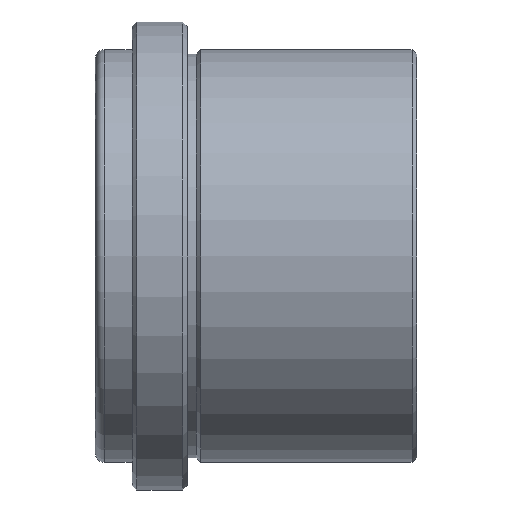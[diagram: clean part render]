
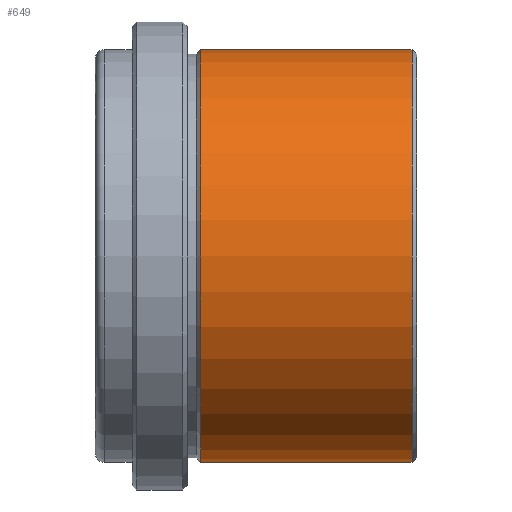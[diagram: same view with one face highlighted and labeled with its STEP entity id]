
A CAD part, left-side view. The second image highlights one B-rep face of the part: STEP entity #649.
In plain terms, the highlighted cylindrical face has radius 22.5 mm (diameter 45 mm), a partial arc.
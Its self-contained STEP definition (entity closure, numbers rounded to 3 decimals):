
#17 = DIRECTION ( 'NONE',  ( 0., -1., 0. ) ) ;
#76 = CARTESIAN_POINT ( 'NONE',  ( 0., 0.713, 0. ) ) ;
#97 = CARTESIAN_POINT ( 'NONE',  ( 0., 0.713, 22.5 ) ) ;
#102 = CARTESIAN_POINT ( 'NONE',  ( 0., -22.287, 22.5 ) ) ;
#254 = DIRECTION ( 'NONE',  ( 0., 0., -1. ) ) ;
#269 = AXIS2_PLACEMENT_3D ( 'NONE', #702, #1356, #546 ) ;
#287 = EDGE_CURVE ( 'NONE', #1126, #1395, #1256, .T. ) ;
#472 = CIRCLE ( 'NONE', #1448, 22.5 ) ;
#503 = DIRECTION ( 'NONE',  ( 0., -1., 0. ) ) ;
#546 = DIRECTION ( 'NONE',  ( 0., 0., -1. ) ) ;
#576 = CARTESIAN_POINT ( 'NONE',  ( 0., -22.287, -22.5 ) ) ;
#649 = ADVANCED_FACE ( 'NONE', ( #1639 ), #1428, .T. ) ;
#658 = VECTOR ( 'NONE', #17, 1000. ) ;
#672 = ORIENTED_EDGE ( 'NONE', *, *, #1683, .F. ) ;
#702 = CARTESIAN_POINT ( 'NONE',  ( 0., 0., 0. ) ) ;
#790 = VECTOR ( 'NONE', #503, 1000. ) ;
#800 = VERTEX_POINT ( 'NONE', #858 ) ;
#810 = CARTESIAN_POINT ( 'NONE',  ( 0., 0., -22.5 ) ) ;
#858 = CARTESIAN_POINT ( 'NONE',  ( 0., 0.713, -22.5 ) ) ;
#1059 = DIRECTION ( 'NONE',  ( 0., 0., -1. ) ) ;
#1126 = VERTEX_POINT ( 'NONE', #97 ) ;
#1240 = DIRECTION ( 'NONE',  ( 0., -1., 0. ) ) ;
#1243 = CARTESIAN_POINT ( 'NONE',  ( 0., -22.287, 0. ) ) ;
#1256 = LINE ( 'NONE', #1669, #658 ) ;
#1258 = ORIENTED_EDGE ( 'NONE', *, *, #1393, .T. ) ;
#1302 = AXIS2_PLACEMENT_3D ( 'NONE', #1243, #1729, #254 ) ;
#1304 = LINE ( 'NONE', #810, #790 ) ;
#1336 = CIRCLE ( 'NONE', #1302, 22.5 ) ;
#1356 = DIRECTION ( 'NONE',  ( 0., -1., 0. ) ) ;
#1393 = EDGE_CURVE ( 'NONE', #1126, #800, #472, .T. ) ;
#1395 = VERTEX_POINT ( 'NONE', #102 ) ;
#1413 = ORIENTED_EDGE ( 'NONE', *, *, #1532, .T. ) ;
#1428 = CYLINDRICAL_SURFACE ( 'NONE', #269, 22.5 ) ;
#1437 = VERTEX_POINT ( 'NONE', #576 ) ;
#1448 = AXIS2_PLACEMENT_3D ( 'NONE', #76, #1240, #1059 ) ;
#1532 = EDGE_CURVE ( 'NONE', #800, #1437, #1304, .T. ) ;
#1639 = FACE_OUTER_BOUND ( 'NONE', #1880, .T. ) ;
#1669 = CARTESIAN_POINT ( 'NONE',  ( 0., 0., 22.5 ) ) ;
#1683 = EDGE_CURVE ( 'NONE', #1395, #1437, #1336, .T. ) ;
#1729 = DIRECTION ( 'NONE',  ( 0., -1., 0. ) ) ;
#1880 = EDGE_LOOP ( 'NONE', ( #1953, #1258, #1413, #672 ) ) ;
#1953 = ORIENTED_EDGE ( 'NONE', *, *, #287, .F. ) ;
